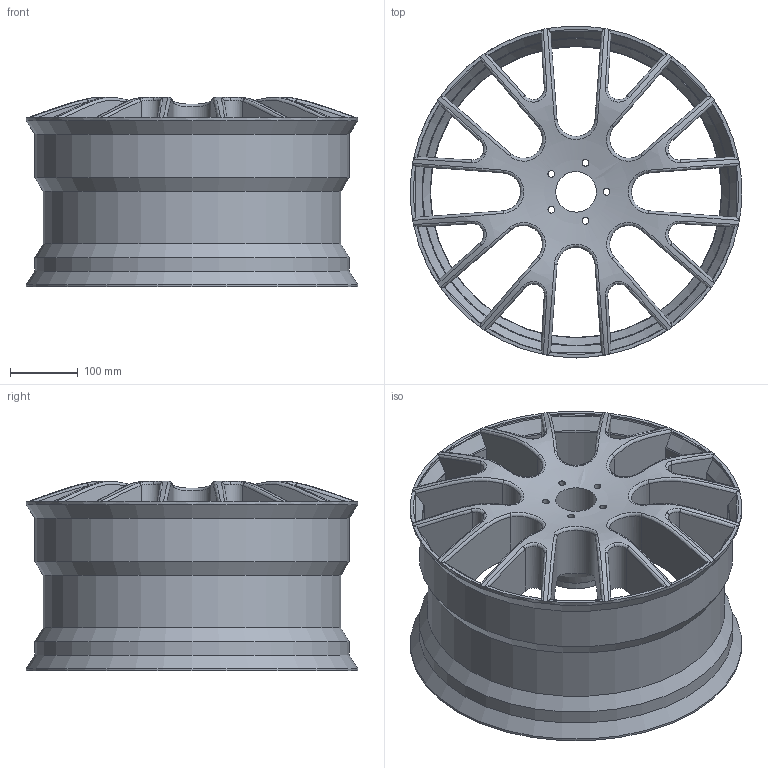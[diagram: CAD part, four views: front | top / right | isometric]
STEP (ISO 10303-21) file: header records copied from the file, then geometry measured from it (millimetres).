
FILE_DESCRIPTION(/* description */ (''),/* implementation_level */ '2;1');
FILE_NAME(/* name */ 'nx_simple_rim.step',/* time_stamp */ '2016-07-29T17:48:52+02:00',/* author */ (''),/* organization */ (''),/* preprocessor_version */ 'ST-DEVELOPER v16',/* originating_system */ 'SIEMENS PLM Software NX 10.0',/* authorisation */ '');
FILE_SCHEMA (('AUTOMOTIVE_DESIGN { 1 0 10303 214 3 1 1 1 }'));
Length unit declared in the file: millimetre
Products named in the file (1): nx9_simple_rim
Bounding box: 490 x 490 x 279.54 mm (x, y, z)
Volume: 7101327.8 mm3; surface area: 1256798.9 mm2
Topology: 1 solids, 1 shells, 246 faces, 752 edges, 476 vertices
Faces by surface type: cylinder 63, bspline 56, torus 52, plane 50, cone 23, revolution 2
Full cylindrical faces by diameter (mm): 10 x5, 60 x1, 110 x1, 430 x1, 440 x1, 454 x1, 464 x2, 480 x1, 490 x2
Entity records: 12267 total; most frequent: CARTESIAN_POINT 6497, ORIENTED_EDGE 1426, DIRECTION 916, EDGE_CURVE 713, VERTEX_POINT 465, AXIS2_PLACEMENT_3D 417, B_SPLINE_CURVE_WITH_KNOTS 407, EDGE_LOOP 286
